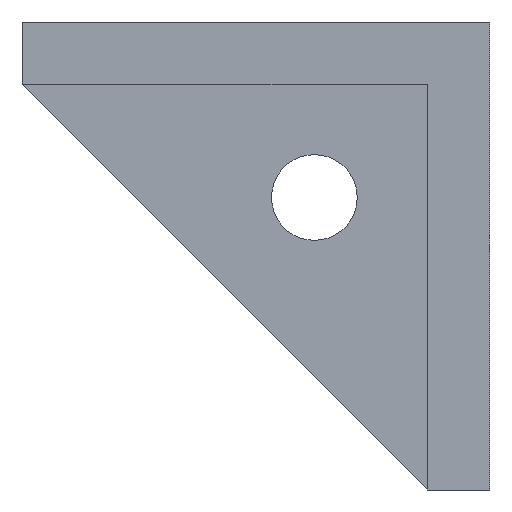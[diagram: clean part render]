
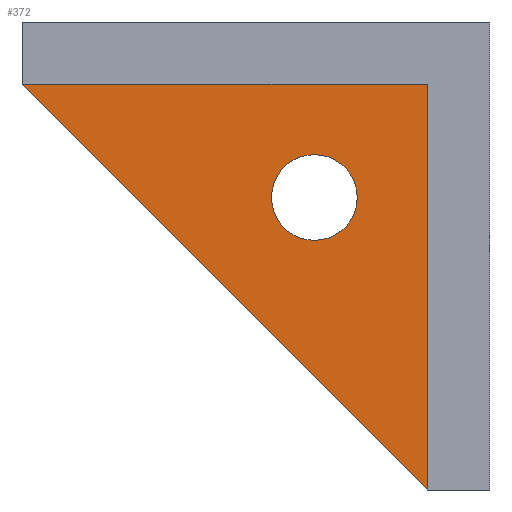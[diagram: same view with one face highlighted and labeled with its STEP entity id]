
A CAD part, front view. The second image highlights one B-rep face of the part: STEP entity #372.
In plain terms, the highlighted planar face has unit normal (0, -1, 0).
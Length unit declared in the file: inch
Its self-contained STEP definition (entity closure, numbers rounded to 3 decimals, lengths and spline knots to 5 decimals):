
#12 = EDGE_CURVE ( 'NONE', #316, #81, #203, .T. ) ;
#17 = CARTESIAN_POINT ( 'NONE',  ( 1.70344, 0.44737, 1.33897 ) ) ;
#18 = EDGE_LOOP ( 'NONE', ( #193, #195, #64 ) ) ;
#19 = VERTEX_POINT ( 'NONE', #212 ) ;
#23 = AXIS2_PLACEMENT_3D ( 'NONE', #379, #171, #291 ) ;
#25 = AXIS2_PLACEMENT_3D ( 'NONE', #281, #245, #342 ) ;
#31 = ORIENTED_EDGE ( 'NONE', *, *, #378, .T. ) ;
#43 = CARTESIAN_POINT ( 'NONE',  ( 1.88503, 0.44737, 0. ) ) ;
#64 = ORIENTED_EDGE ( 'NONE', *, *, #12, .T. ) ;
#66 = VERTEX_POINT ( 'NONE', #123 ) ;
#72 = DIRECTION ( 'NONE',  ( 0., 1., 0. ) ) ;
#75 = EDGE_LOOP ( 'NONE', ( #106, #31 ) ) ;
#79 = CARTESIAN_POINT ( 'NONE',  ( 1.23412, 0.44737, 1.59 ) ) ;
#81 = VERTEX_POINT ( 'NONE', #159 ) ;
#106 = ORIENTED_EDGE ( 'NONE', *, *, #216, .T. ) ;
#107 = PLANE ( 'NONE',  #23 ) ;
#122 = EDGE_CURVE ( 'NONE', #316, #66, #370, .T. ) ;
#123 = CARTESIAN_POINT ( 'NONE',  ( 1.88503, 0.44737, 1.59 ) ) ;
#150 = CARTESIAN_POINT ( 'NONE',  ( 1.70344, 0.44737, 1.40787 ) ) ;
#159 = CARTESIAN_POINT ( 'NONE',  ( 1.88503, 0.44737, 0.93765 ) ) ;
#162 = CARTESIAN_POINT ( 'NONE',  ( 0., 0.44737, 1.59 ) ) ;
#163 = CIRCLE ( 'NONE', #25, 0.0689 ) ;
#165 = VERTEX_POINT ( 'NONE', #17 ) ;
#171 = DIRECTION ( 'NONE',  ( 0., 1., 0. ) ) ;
#175 = DIRECTION ( 'NONE',  ( 0.706, 0., -0.708 ) ) ;
#182 = DIRECTION ( 'NONE',  ( 0., 0., -1. ) ) ;
#193 = ORIENTED_EDGE ( 'NONE', *, *, #252, .F. ) ;
#195 = ORIENTED_EDGE ( 'NONE', *, *, #122, .F. ) ;
#203 = LINE ( 'NONE', #299, #253 ) ;
#212 = CARTESIAN_POINT ( 'NONE',  ( 1.70344, 0.44737, 1.47677 ) ) ;
#216 = EDGE_CURVE ( 'NONE', #19, #165, #163, .T. ) ;
#245 = DIRECTION ( 'NONE',  ( 0., 1., 0. ) ) ;
#247 = AXIS2_PLACEMENT_3D ( 'NONE', #150, #72, #298 ) ;
#252 = EDGE_CURVE ( 'NONE', #66, #81, #335, .T. ) ;
#253 = VECTOR ( 'NONE', #175, 39.37008 ) ;
#268 = CIRCLE ( 'NONE', #247, 0.0689 ) ;
#281 = CARTESIAN_POINT ( 'NONE',  ( 1.70344, 0.44737, 1.40787 ) ) ;
#282 = DIRECTION ( 'NONE',  ( 1., 0., 0. ) ) ;
#291 = DIRECTION ( 'NONE',  ( 1., 0., 0. ) ) ;
#298 = DIRECTION ( 'NONE',  ( 0., 0., 1. ) ) ;
#299 = CARTESIAN_POINT ( 'NONE',  ( 1.41343, 0.44737, 1.4103 ) ) ;
#307 = VECTOR ( 'NONE', #182, 39.37008 ) ;
#316 = VERTEX_POINT ( 'NONE', #79 ) ;
#323 = FACE_OUTER_BOUND ( 'NONE', #18, .T. ) ;
#335 = LINE ( 'NONE', #43, #307 ) ;
#342 = DIRECTION ( 'NONE',  ( 0., 0., 1. ) ) ;
#370 = LINE ( 'NONE', #162, #397 ) ;
#372 = ADVANCED_FACE ( 'NONE', ( #383, #323 ), #107, .F. ) ;
#378 = EDGE_CURVE ( 'NONE', #165, #19, #268, .T. ) ;
#379 = CARTESIAN_POINT ( 'NONE',  ( 0., 0.44737, 0. ) ) ;
#383 = FACE_BOUND ( 'NONE', #75, .T. ) ;
#397 = VECTOR ( 'NONE', #282, 39.37008 ) ;
